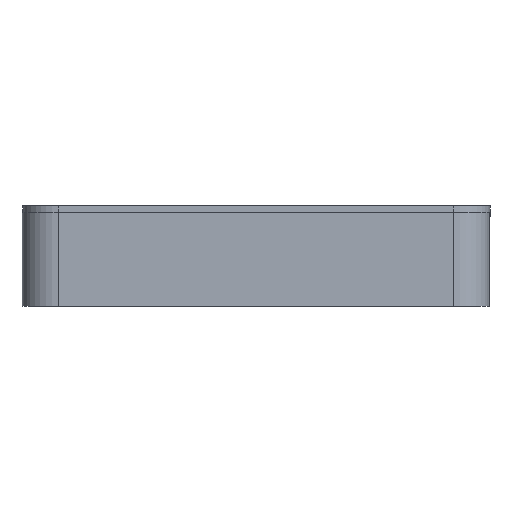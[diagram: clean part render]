
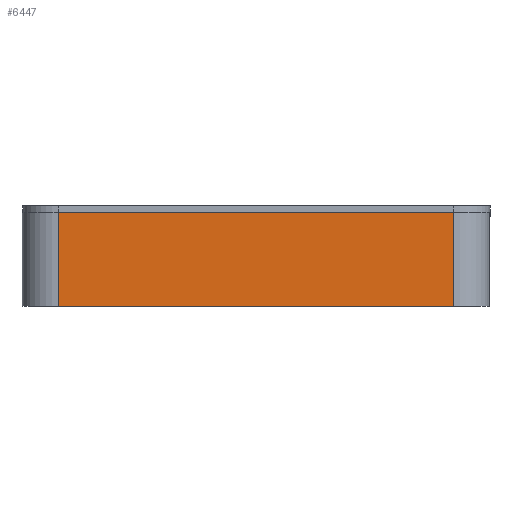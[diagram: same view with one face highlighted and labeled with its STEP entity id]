
A CAD part, left-side view. The second image highlights one B-rep face of the part: STEP entity #6447.
In plain terms, the highlighted planar face has unit normal (-1, 0, 0).
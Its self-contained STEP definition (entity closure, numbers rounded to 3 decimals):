
#674=PLANE('',#6848);
#805=FACE_OUTER_BOUND('',#1172,.T.);
#1172=EDGE_LOOP('',(#4434,#4435,#4436,#4437));
#1589=LINE('',#8135,#2124);
#1595=LINE('',#8162,#2130);
#1596=LINE('',#8165,#2131);
#1597=LINE('',#8166,#2132);
#2124=VECTOR('',#7103,10.);
#2130=VECTOR('',#7131,10.);
#2131=VECTOR('',#7134,10.);
#2132=VECTOR('',#7135,10.);
#2734=VERTEX_POINT('',#8132);
#2735=VERTEX_POINT('',#8134);
#2745=VERTEX_POINT('',#8160);
#2746=VERTEX_POINT('',#8164);
#3406=EDGE_CURVE('',#2734,#2735,#1589,.T.);
#3420=EDGE_CURVE('',#2745,#2734,#1595,.T.);
#3421=EDGE_CURVE('',#2746,#2745,#1596,.T.);
#3422=EDGE_CURVE('',#2735,#2746,#1597,.T.);
#4434=ORIENTED_EDGE('',*,*,#3420,.F.);
#4435=ORIENTED_EDGE('',*,*,#3421,.F.);
#4436=ORIENTED_EDGE('',*,*,#3422,.F.);
#4437=ORIENTED_EDGE('',*,*,#3406,.F.);
#6447=ADVANCED_FACE('',(#805),#674,.T.);
#6848=AXIS2_PLACEMENT_3D('',#8163,#7132,#7133);
#7103=DIRECTION('',(0.,-1.,0.));
#7131=DIRECTION('',(0.,0.,1.));
#7132=DIRECTION('center_axis',(-1.,0.,0.));
#7133=DIRECTION('ref_axis',(0.,-1.,0.));
#7134=DIRECTION('',(0.,1.,0.));
#7135=DIRECTION('',(0.,0.,-1.));
#8132=CARTESIAN_POINT('',(-42.297,29.098,13.));
#8134=CARTESIAN_POINT('',(-42.297,-25.477,13.));
#8135=CARTESIAN_POINT('',(-42.297,-30.477,13.));
#8160=CARTESIAN_POINT('',(-42.297,29.098,0.));
#8162=CARTESIAN_POINT('',(-42.297,29.098,0.));
#8163=CARTESIAN_POINT('Origin',(-42.297,34.098,0.));
#8164=CARTESIAN_POINT('',(-42.297,-25.477,0.));
#8165=CARTESIAN_POINT('',(-42.297,-30.477,0.));
#8166=CARTESIAN_POINT('',(-42.297,-25.477,0.));
